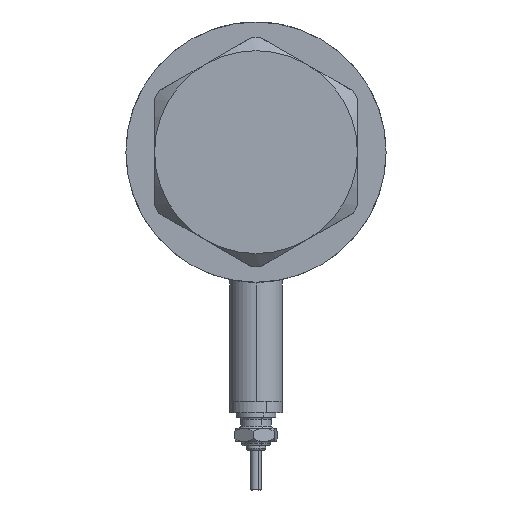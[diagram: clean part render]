
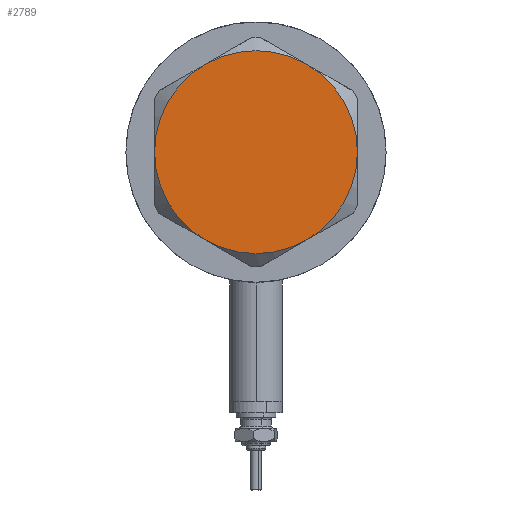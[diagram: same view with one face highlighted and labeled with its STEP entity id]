
A CAD part, left-side view. The second image highlights one B-rep face of the part: STEP entity #2789.
In plain terms, the highlighted face is planar.
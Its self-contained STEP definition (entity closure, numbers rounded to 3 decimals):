
#84 = AXIS2_PLACEMENT_3D ( 'NONE', #1020, #2844, #1641 ) ;
#181 = PLANE ( 'NONE',  #374 ) ;
#344 = VERTEX_POINT ( 'NONE', #4362 ) ;
#374 = AXIS2_PLACEMENT_3D ( 'NONE', #3767, #2013, #3849 ) ;
#615 = CARTESIAN_POINT ( 'NONE',  ( 0., 0., 13. ) ) ;
#685 = EDGE_CURVE ( 'NONE', #1336, #5189, #5815, .T. ) ;
#759 = VERTEX_POINT ( 'NONE', #4505 ) ;
#818 = ORIENTED_EDGE ( 'NONE', *, *, #1473, .T. ) ;
#826 = CARTESIAN_POINT ( 'NONE',  ( 0., 0., 13. ) ) ;
#990 = CARTESIAN_POINT ( 'NONE',  ( 0., 0., 13. ) ) ;
#1020 = CARTESIAN_POINT ( 'NONE',  ( 0., 0., 13. ) ) ;
#1061 = ORIENTED_EDGE ( 'NONE', *, *, #685, .T. ) ;
#1073 = ORIENTED_EDGE ( 'NONE', *, *, #1684, .T. ) ;
#1240 = ORIENTED_EDGE ( 'NONE', *, *, #3085, .T. ) ;
#1306 = VERTEX_POINT ( 'NONE', #1811 ) ;
#1336 = VERTEX_POINT ( 'NONE', #4990 ) ;
#1342 = DIRECTION ( 'NONE',  ( 1., 0., 0. ) ) ;
#1473 = EDGE_CURVE ( 'NONE', #1306, #759, #2758, .T. ) ;
#1533 = CIRCLE ( 'NONE', #4876, 23. ) ;
#1608 = EDGE_LOOP ( 'NONE', ( #5836, #1061, #1073, #818, #2316, #1240 ) ) ;
#1641 = DIRECTION ( 'NONE',  ( 1., 0., 0. ) ) ;
#1684 = EDGE_CURVE ( 'NONE', #5189, #1306, #2663, .T. ) ;
#1704 = DIRECTION ( 'NONE',  ( 1., 0., 0. ) ) ;
#1810 = CARTESIAN_POINT ( 'NONE',  ( 0., 0., 13. ) ) ;
#1811 = CARTESIAN_POINT ( 'NONE',  ( -11.5, 19.919, 13. ) ) ;
#2013 = DIRECTION ( 'NONE',  ( 0., 0., 1. ) ) ;
#2046 = EDGE_CURVE ( 'NONE', #344, #1336, #3637, .T. ) ;
#2207 = DIRECTION ( 'NONE',  ( 1., 0., 0. ) ) ;
#2316 = ORIENTED_EDGE ( 'NONE', *, *, #4177, .T. ) ;
#2320 = DIRECTION ( 'NONE',  ( 0., 0., 1. ) ) ;
#2663 = CIRCLE ( 'NONE', #84, 23. ) ;
#2758 = CIRCLE ( 'NONE', #4963, 23. ) ;
#2789 = ADVANCED_FACE ( 'NONE', ( #4773 ), #181, .T. ) ;
#2844 = DIRECTION ( 'NONE',  ( 0., 0., 1. ) ) ;
#2861 = AXIS2_PLACEMENT_3D ( 'NONE', #826, #4969, #1704 ) ;
#3085 = EDGE_CURVE ( 'NONE', #4913, #344, #1533, .T. ) ;
#3169 = CIRCLE ( 'NONE', #4417, 23. ) ;
#3226 = AXIS2_PLACEMENT_3D ( 'NONE', #4071, #4036, #4447 ) ;
#3637 = CIRCLE ( 'NONE', #2861, 23. ) ;
#3683 = CARTESIAN_POINT ( 'NONE',  ( -11.5, -19.919, 13. ) ) ;
#3767 = CARTESIAN_POINT ( 'NONE',  ( 0., 0., 13. ) ) ;
#3849 = DIRECTION ( 'NONE',  ( 1., 0., 0. ) ) ;
#4036 = DIRECTION ( 'NONE',  ( 0., 0., 1. ) ) ;
#4071 = CARTESIAN_POINT ( 'NONE',  ( 0., 0., 13. ) ) ;
#4149 = DIRECTION ( 'NONE',  ( 1., 0., 0. ) ) ;
#4177 = EDGE_CURVE ( 'NONE', #759, #4913, #3169, .T. ) ;
#4358 = CARTESIAN_POINT ( 'NONE',  ( 11.5, 19.919, 13. ) ) ;
#4362 = CARTESIAN_POINT ( 'NONE',  ( 11.5, -19.919, 13. ) ) ;
#4417 = AXIS2_PLACEMENT_3D ( 'NONE', #1810, #4989, #2207 ) ;
#4447 = DIRECTION ( 'NONE',  ( 1., 0., 0. ) ) ;
#4505 = CARTESIAN_POINT ( 'NONE',  ( -23., 0., 13. ) ) ;
#4773 = FACE_OUTER_BOUND ( 'NONE', #1608, .T. ) ;
#4876 = AXIS2_PLACEMENT_3D ( 'NONE', #990, #2320, #4149 ) ;
#4913 = VERTEX_POINT ( 'NONE', #3683 ) ;
#4963 = AXIS2_PLACEMENT_3D ( 'NONE', #615, #5663, #1342 ) ;
#4969 = DIRECTION ( 'NONE',  ( 0., 0., 1. ) ) ;
#4989 = DIRECTION ( 'NONE',  ( 0., 0., 1. ) ) ;
#4990 = CARTESIAN_POINT ( 'NONE',  ( 23., 0., 13. ) ) ;
#5189 = VERTEX_POINT ( 'NONE', #4358 ) ;
#5663 = DIRECTION ( 'NONE',  ( 0., 0., 1. ) ) ;
#5815 = CIRCLE ( 'NONE', #3226, 23. ) ;
#5836 = ORIENTED_EDGE ( 'NONE', *, *, #2046, .T. ) ;
